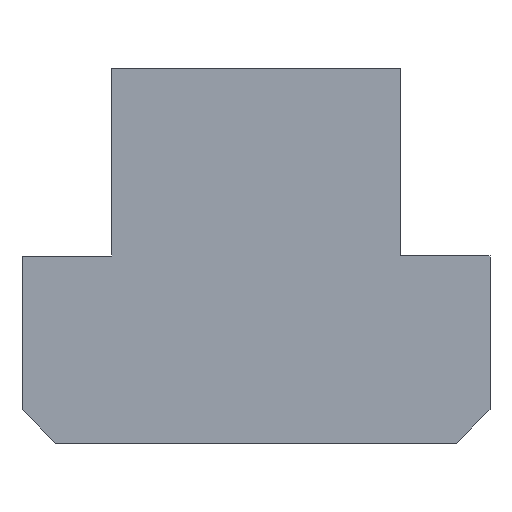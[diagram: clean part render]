
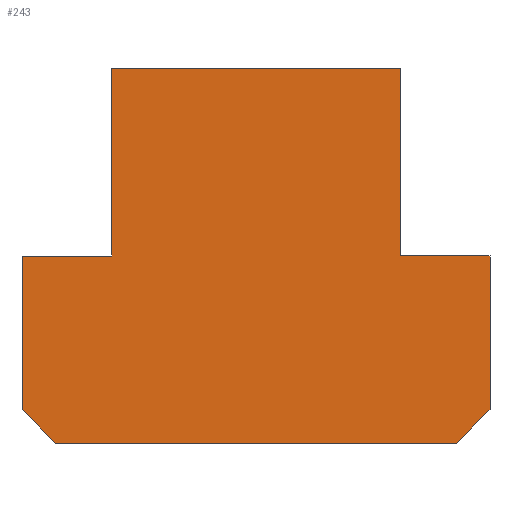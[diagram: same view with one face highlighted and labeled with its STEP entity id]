
A CAD part, front view. The second image highlights one B-rep face of the part: STEP entity #243.
In plain terms, the highlighted planar face has unit normal (0, -1, 0).
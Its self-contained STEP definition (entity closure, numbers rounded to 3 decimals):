
#115=EDGE_CURVE('',#141,#131,#309,.T.);
#119=EDGE_CURVE('',#131,#261,#313,.T.);
#131=VERTEX_POINT('',#326);
#139=EDGE_CURVE('',#285,#141,#334,.T.);
#141=VERTEX_POINT('',#336);
#143=VERTEX_POINT('',#338);
#157=EDGE_CURVE('',#175,#143,#354,.T.);
#171=EDGE_CURVE('',#193,#175,#369,.T.);
#175=VERTEX_POINT('',#373);
#187=EDGE_CURVE('',#219,#193,#386,.T.);
#193=VERTEX_POINT('',#392);
#209=EDGE_CURVE('',#143,#285,#409,.T.);
#215=EDGE_CURVE('',#277,#219,#418,.T.);
#219=VERTEX_POINT('',#422);
#243=ADVANCED_FACE('',(#448),#449,.T.);
#245=EDGE_CURVE('',#271,#277,#451,.T.);
#261=VERTEX_POINT('',#468);
#265=EDGE_CURVE('',#261,#271,#473,.T.);
#271=VERTEX_POINT('',#480);
#277=VERTEX_POINT('',#488);
#285=VERTEX_POINT('',#496);
#309=LINE('',#513,#514);
#313=LINE('',#518,#519);
#326=CARTESIAN_POINT('',(17.5,-35.0,0.));
#334=LINE('',#549,#550);
#336=CARTESIAN_POINT('',(10.8,-35.0,0.));
#338=CARTESIAN_POINT('',(-10.8,-35.0,14.0));
#354=LINE('',#574,#575);
#369=LINE('',#598,#599);
#373=CARTESIAN_POINT('',(-10.8,-35.0,0.0));
#386=LINE('',#621,#622);
#392=CARTESIAN_POINT('',(-17.5,-35.0,0.0));
#409=LINE('',#657,#658);
#418=LINE('',#668,#669);
#422=CARTESIAN_POINT('',(-17.5,-35.0,-11.5));
#448=FACE_OUTER_BOUND('',#710,.T.);
#449=PLANE('',#711);
#451=LINE('',#714,#715);
#468=CARTESIAN_POINT('',(17.5,-35.0,-11.5));
#473=LINE('',#743,#744);
#480=CARTESIAN_POINT('',(15.0,-35.0,-14.0));
#488=CARTESIAN_POINT('',(-15.,-35.0,-14.0));
#496=CARTESIAN_POINT('',(10.8,-35.0,14.0));
#513=CARTESIAN_POINT('',(17.5,-35.0,0.));
#514=VECTOR('',#784,1.0);
#518=CARTESIAN_POINT('',(17.5,-35.0,-11.5));
#519=VECTOR('',#786,1.0);
#549=CARTESIAN_POINT('',(10.8,-35.0,0.));
#550=VECTOR('',#801,1.0);
#574=CARTESIAN_POINT('',(-10.8,-35.0,14.0));
#575=VECTOR('',#823,1.0);
#598=CARTESIAN_POINT('',(-10.8,-35.0,0.0));
#599=VECTOR('',#838,1.0);
#621=CARTESIAN_POINT('',(-17.5,-35.0,0.0));
#622=VECTOR('',#854,1.0);
#657=CARTESIAN_POINT('',(10.8,-35.0,14.0));
#658=VECTOR('',#871,1.0);
#668=CARTESIAN_POINT('',(-17.5,-35.0,-11.5));
#669=VECTOR('',#891,1.0);
#710=EDGE_LOOP('',(#918,#919,#920,#921,#922,#923,#924,#925,#926,#927));
#711=AXIS2_PLACEMENT_3D('',#928,#929,#930);
#714=CARTESIAN_POINT('',(-15.,-35.0,-14.0));
#715=VECTOR('',#931,1.0);
#743=CARTESIAN_POINT('',(15.0,-35.0,-14.0));
#744=VECTOR('',#959,1.0);
#784=DIRECTION('',(1.0,0.0,0.0));
#786=DIRECTION('',(0.0,0.,-1.0));
#801=DIRECTION('',(0.0,0.,-1.0));
#823=DIRECTION('',(0.0,0.,1.0));
#838=DIRECTION('',(1.0,0.0,0.0));
#854=DIRECTION('',(0.0,0.,1.0));
#871=DIRECTION('',(1.0,0.0,0.0));
#891=DIRECTION('',(-0.707,0.,0.707));
#918=ORIENTED_EDGE('',*,*,#265,.F.);
#919=ORIENTED_EDGE('',*,*,#119,.F.);
#920=ORIENTED_EDGE('',*,*,#115,.F.);
#921=ORIENTED_EDGE('',*,*,#139,.F.);
#922=ORIENTED_EDGE('',*,*,#209,.F.);
#923=ORIENTED_EDGE('',*,*,#157,.F.);
#924=ORIENTED_EDGE('',*,*,#171,.F.);
#925=ORIENTED_EDGE('',*,*,#187,.F.);
#926=ORIENTED_EDGE('',*,*,#215,.F.);
#927=ORIENTED_EDGE('',*,*,#245,.F.);
#928=CARTESIAN_POINT('',(0.0,-35.0,-1.17));
#929=DIRECTION('',(0.0,-1.0,0.));
#930=DIRECTION('',(1.0,0.0,0.0));
#931=DIRECTION('',(-1.0,0.0,0.0));
#959=DIRECTION('',(-0.707,0.,-0.707));
